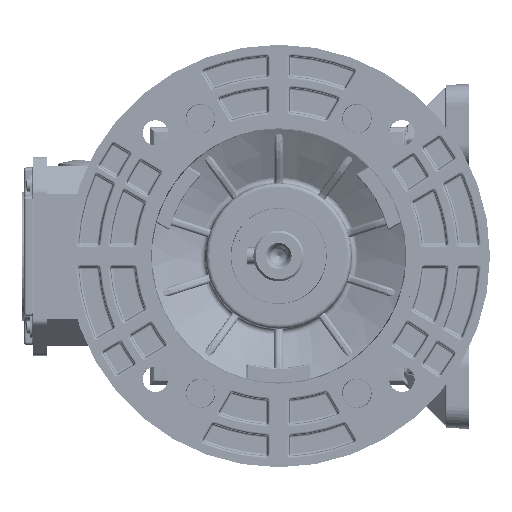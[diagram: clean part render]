
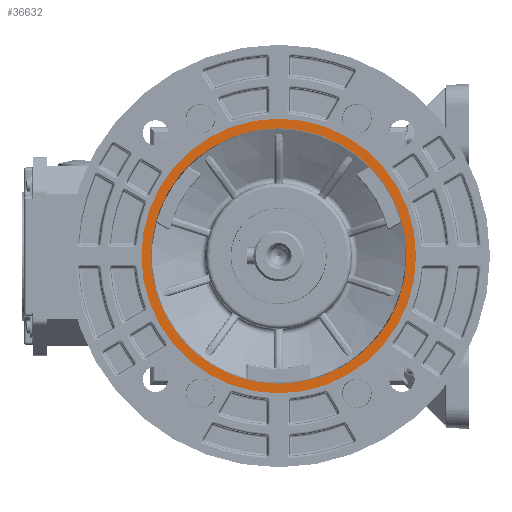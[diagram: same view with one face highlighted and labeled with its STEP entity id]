
A CAD part, top view. The second image highlights one B-rep face of the part: STEP entity #36632.
In plain terms, the highlighted planar face has unit normal (0, 0, 1).
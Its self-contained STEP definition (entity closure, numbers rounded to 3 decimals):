
#4642=FACE_BOUND('',#53011,.T.);
#4643=FACE_BOUND('',#53012,.T.);
#31194=PLANE('',#149970);
#36632=ADVANCED_FACE('3-0-49',(#4642,#4643),#31194,.T.);
#53011=EDGE_LOOP('',(#82169));
#53012=EDGE_LOOP('',(#82170));
#82169=ORIENTED_EDGE('',*,*,#121957,.T.);
#82170=ORIENTED_EDGE('',*,*,#122233,.T.);
#104839=VERTEX_POINT('',#260311);
#105085=VERTEX_POINT('',#262653);
#121957=EDGE_CURVE('',#104839,#104839,#137036,.T.);
#122233=EDGE_CURVE('',#105085,#105085,#137125,.T.);
#137036=CIRCLE('',#148366,60.465);
#137125=CIRCLE('',#148484,65.);
#148366=AXIS2_PLACEMENT_3D('',#260310,#172719,#172720);
#148484=AXIS2_PLACEMENT_3D('',#262652,#173020,#173021);
#149970=AXIS2_PLACEMENT_3D('',#272390,#176360,#176361);
#172719=DIRECTION('',(0.,0.,-1.));
#172720=DIRECTION('',(0.,1.,0.));
#173020=DIRECTION('',(0.,0.,1.));
#173021=DIRECTION('',(-1.,0.,0.));
#176360=DIRECTION('',(0.,0.,1.));
#176361=DIRECTION('',(-1.,0.,0.));
#260310=CARTESIAN_POINT('',(0.,0.,
66.));
#260311=CARTESIAN_POINT('',(0.,60.465,66.));
#262652=CARTESIAN_POINT('',(0.,0.,
66.));
#262653=CARTESIAN_POINT('',(-65.,0.,66.));
#272390=CARTESIAN_POINT('',(72.05,72.05,66.));
